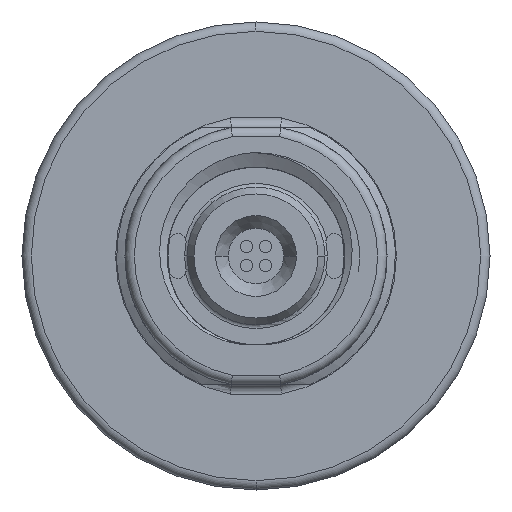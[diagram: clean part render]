
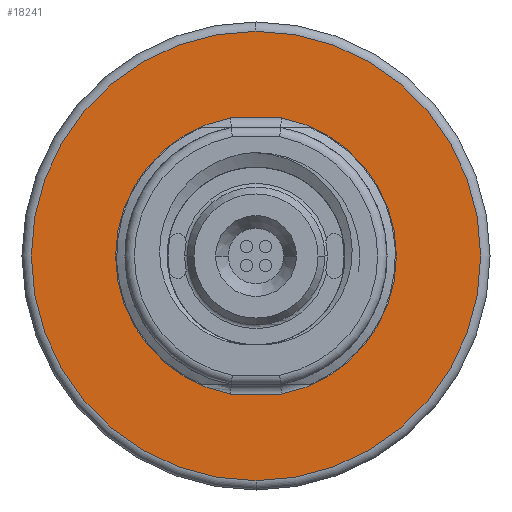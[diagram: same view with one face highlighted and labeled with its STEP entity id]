
A CAD part, front view. The second image highlights one B-rep face of the part: STEP entity #18241.
In plain terms, the highlighted planar face has unit normal (0, -1, 0).
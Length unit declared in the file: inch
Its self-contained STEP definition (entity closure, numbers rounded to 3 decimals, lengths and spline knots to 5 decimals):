
#6565=CARTESIAN_POINT('',(0.,-0.11811,0.));
#6566=DIRECTION('',(0.,1.,0.));
#6567=DIRECTION('',(0.,0.,-1.));
#6568=AXIS2_PLACEMENT_3D('',#6565,#6566,#6567);
#6570=CARTESIAN_POINT('',(0.,-0.11811,0.));
#6571=DIRECTION('',(0.,1.,0.));
#6572=DIRECTION('',(0.,0.,1.));
#6573=AXIS2_PLACEMENT_3D('',#6570,#6571,#6572);
#6575=CARTESIAN_POINT('',(0.,-0.11811,0.));
#6576=DIRECTION('',(0.,-1.,0.));
#6577=DIRECTION('',(-0.182,0.,0.983));
#6578=AXIS2_PLACEMENT_3D('',#6575,#6576,#6577);
#6580=DIRECTION('',(1.,0.,0.));
#6581=VECTOR('',#6580,0.21474);
#6582=CARTESIAN_POINT('',(-0.10737,-0.11811,
-0.58071));
#6583=LINE('',#6582,#6581);
#6584=CARTESIAN_POINT('',(0.,-0.11811,0.));
#6585=DIRECTION('',(0.,-1.,0.));
#6586=DIRECTION('',(0.182,0.,-0.983));
#6587=AXIS2_PLACEMENT_3D('',#6584,#6585,#6586);
#6589=DIRECTION('',(-1.,0.,0.));
#6590=VECTOR('',#6589,0.21474);
#6591=CARTESIAN_POINT('',(0.10737,-0.11811,
0.58071));
#6592=LINE('',#6591,#6590);
#9212=CARTESIAN_POINT('',(-0.10737,-0.11811,
0.58071));
#9213=CARTESIAN_POINT('',(-0.10737,-0.11811,
-0.58071));
#9214=VERTEX_POINT('',#9212);
#9215=VERTEX_POINT('',#9213);
#9220=CARTESIAN_POINT('',(0.10737,-0.11811,
-0.58071));
#9221=CARTESIAN_POINT('',(0.10737,-0.11811,
0.58071));
#9222=VERTEX_POINT('',#9220);
#9223=VERTEX_POINT('',#9221);
#9248=CARTESIAN_POINT('',(0.,-0.11811,-0.94488));
#9249=CARTESIAN_POINT('',(0.,-0.11811,0.94488));
#9250=VERTEX_POINT('',#9248);
#9251=VERTEX_POINT('',#9249);
#18221=CARTESIAN_POINT('',(0.,-0.11811,0.));
#18222=DIRECTION('',(0.,-1.,0.));
#18223=DIRECTION('',(0.,0.,1.));
#18224=AXIS2_PLACEMENT_3D('',#18221,#18222,#18223);
#18225=PLANE('',#18224);
#18227=ORIENTED_EDGE('',*,*,#18226,.T.);
#18229=ORIENTED_EDGE('',*,*,#18228,.T.);
#18230=EDGE_LOOP('',(#18227,#18229));
#18231=FACE_OUTER_BOUND('',#18230,.F.);
#18232=ORIENTED_EDGE('',*,*,#18211,.T.);
#18234=ORIENTED_EDGE('',*,*,#18233,.T.);
#18236=ORIENTED_EDGE('',*,*,#18235,.T.);
#18238=ORIENTED_EDGE('',*,*,#18237,.T.);
#18239=EDGE_LOOP('',(#18232,#18234,#18236,#18238));
#18240=FACE_BOUND('',#18239,.F.);
#18241=ADVANCED_FACE('',(#18231,#18240),#18225,.T.);
#6569=CIRCLE('',#6568,0.94488);
#6574=CIRCLE('',#6573,0.94488);
#6579=CIRCLE('',#6578,0.59055);
#6588=CIRCLE('',#6587,0.59055);
#18211=EDGE_CURVE('',#9214,#9215,#6579,.T.);
#18226=EDGE_CURVE('',#9250,#9251,#6569,.T.);
#18228=EDGE_CURVE('',#9251,#9250,#6574,.T.);
#18233=EDGE_CURVE('',#9215,#9222,#6583,.T.);
#18235=EDGE_CURVE('',#9222,#9223,#6588,.T.);
#18237=EDGE_CURVE('',#9223,#9214,#6592,.T.);
